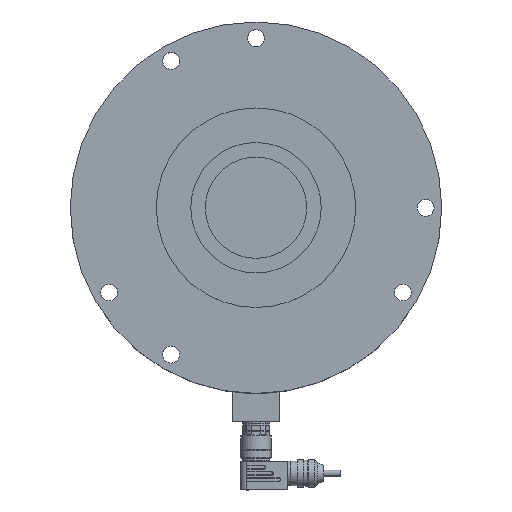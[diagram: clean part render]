
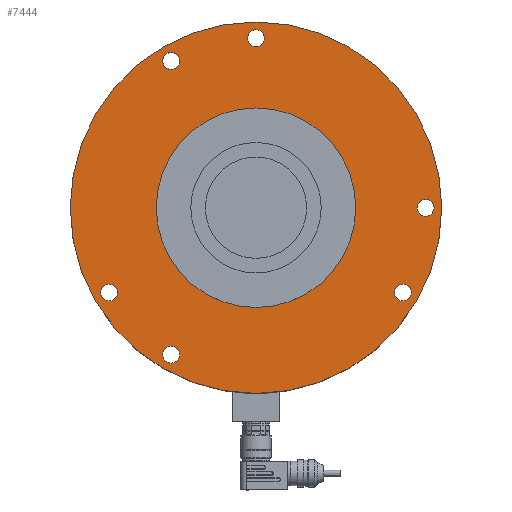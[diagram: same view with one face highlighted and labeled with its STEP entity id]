
A CAD part, top view. The second image highlights one B-rep face of the part: STEP entity #7444.
In plain terms, the highlighted planar face has unit normal (0, 0, 1).
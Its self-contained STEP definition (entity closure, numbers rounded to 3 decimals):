
#60 = CARTESIAN_POINT ( 'NONE',  ( -49.75, -95.696, 36. ) ) ;
#99 = CARTESIAN_POINT ( 'NONE',  ( -55.25, -95.696, 36. ) ) ;
#132 = CARTESIAN_POINT ( 'NONE',  ( -90.196, -55.25, 36. ) ) ;
#263 = EDGE_LOOP ( 'NONE', ( #8238 ) ) ;
#473 = DIRECTION ( 'NONE',  ( 1., 0., 0. ) ) ;
#525 = VERTEX_POINT ( 'NONE', #1157 ) ;
#655 = DIRECTION ( 'NONE',  ( -1., 0., 0. ) ) ;
#690 = EDGE_LOOP ( 'NONE', ( #1203 ) ) ;
#779 = AXIS2_PLACEMENT_3D ( 'NONE', #6534, #6485, #655 ) ;
#915 = EDGE_CURVE ( 'NONE', #6762, #6762, #3715, .T. ) ;
#940 = CARTESIAN_POINT ( 'NONE',  ( 95.696, -55.25, 36. ) ) ;
#988 = ORIENTED_EDGE ( 'NONE', *, *, #6718, .F. ) ;
#996 = CARTESIAN_POINT ( 'NONE',  ( -55.25, 95.696, 36. ) ) ;
#1038 = DIRECTION ( 'NONE',  ( 0., 0., -1. ) ) ;
#1044 = AXIS2_PLACEMENT_3D ( 'NONE', #7189, #1310, #3930 ) ;
#1157 = CARTESIAN_POINT ( 'NONE',  ( -121., 0., 36. ) ) ;
#1203 = ORIENTED_EDGE ( 'NONE', *, *, #4811, .T. ) ;
#1237 = CARTESIAN_POINT ( 'NONE',  ( 0., 0., 36. ) ) ;
#1310 = DIRECTION ( 'NONE',  ( 0., 0., -1. ) ) ;
#1313 = CARTESIAN_POINT ( 'NONE',  ( 0., -65., 36. ) ) ;
#1474 = CIRCLE ( 'NONE', #779, 65. ) ;
#1506 = ORIENTED_EDGE ( 'NONE', *, *, #6968, .T. ) ;
#1864 = VERTEX_POINT ( 'NONE', #2434 ) ;
#1949 = VERTEX_POINT ( 'NONE', #4555 ) ;
#2270 = EDGE_CURVE ( 'NONE', #525, #525, #4563, .T. ) ;
#2434 = CARTESIAN_POINT ( 'NONE',  ( 5.5, 110.5, 36. ) ) ;
#2460 = DIRECTION ( 'NONE',  ( -1., 0., 0. ) ) ;
#2468 = CARTESIAN_POINT ( 'NONE',  ( 101.196, -55.25, 36. ) ) ;
#2572 = EDGE_LOOP ( 'NONE', ( #3049 ) ) ;
#2576 = ORIENTED_EDGE ( 'NONE', *, *, #915, .T. ) ;
#2652 = DIRECTION ( 'NONE',  ( 0., 0., -1. ) ) ;
#2682 = CARTESIAN_POINT ( 'NONE',  ( -49.75, 95.696, 36. ) ) ;
#2955 = AXIS2_PLACEMENT_3D ( 'NONE', #996, #1038, #3023 ) ;
#3023 = DIRECTION ( 'NONE',  ( 1., 0., 0. ) ) ;
#3049 = ORIENTED_EDGE ( 'NONE', *, *, #8274, .T. ) ;
#3063 = VERTEX_POINT ( 'NONE', #7918 ) ;
#3186 = CIRCLE ( 'NONE', #6065, 5.5 ) ;
#3213 = DIRECTION ( 'NONE',  ( 0., 0., -1. ) ) ;
#3229 = AXIS2_PLACEMENT_3D ( 'NONE', #940, #7429, #6361 ) ;
#3294 = FACE_BOUND ( 'NONE', #4750, .T. ) ;
#3715 = CIRCLE ( 'NONE', #5362, 5.5 ) ;
#3844 = FACE_BOUND ( 'NONE', #2572, .T. ) ;
#3930 = DIRECTION ( 'NONE',  ( 1., 0., 0. ) ) ;
#4020 = FACE_BOUND ( 'NONE', #5916, .T. ) ;
#4311 = AXIS2_PLACEMENT_3D ( 'NONE', #6340, #3213, #473 ) ;
#4467 = DIRECTION ( 'NONE',  ( 0., 0., 1. ) ) ;
#4555 = CARTESIAN_POINT ( 'NONE',  ( 116., 0., 36. ) ) ;
#4563 = CIRCLE ( 'NONE', #5254, 121. ) ;
#4568 = FACE_OUTER_BOUND ( 'NONE', #263, .T. ) ;
#4616 = FACE_BOUND ( 'NONE', #6635, .T. ) ;
#4644 = AXIS2_PLACEMENT_3D ( 'NONE', #1313, #2652, #7803 ) ;
#4750 = EDGE_LOOP ( 'NONE', ( #988 ) ) ;
#4811 = EDGE_CURVE ( 'NONE', #6010, #6010, #5823, .T. ) ;
#4834 = DIRECTION ( 'NONE',  ( 0., 0., -1. ) ) ;
#5034 = EDGE_CURVE ( 'NONE', #6054, #6054, #6374, .T. ) ;
#5215 = FACE_BOUND ( 'NONE', #690, .T. ) ;
#5254 = AXIS2_PLACEMENT_3D ( 'NONE', #1237, #4467, #2460 ) ;
#5289 = DIRECTION ( 'NONE',  ( 0., 0., -1. ) ) ;
#5362 = AXIS2_PLACEMENT_3D ( 'NONE', #99, #5289, #7916 ) ;
#5823 = CIRCLE ( 'NONE', #4311, 5.5 ) ;
#5916 = EDGE_LOOP ( 'NONE', ( #1506 ) ) ;
#6010 = VERTEX_POINT ( 'NONE', #132 ) ;
#6020 = VERTEX_POINT ( 'NONE', #2682 ) ;
#6054 = VERTEX_POINT ( 'NONE', #2468 ) ;
#6065 = AXIS2_PLACEMENT_3D ( 'NONE', #6164, #4834, #6730 ) ;
#6164 = CARTESIAN_POINT ( 'NONE',  ( 110.5, 0., 36. ) ) ;
#6287 = EDGE_CURVE ( 'NONE', #1864, #1864, #6523, .T. ) ;
#6340 = CARTESIAN_POINT ( 'NONE',  ( -95.696, -55.25, 36. ) ) ;
#6361 = DIRECTION ( 'NONE',  ( 1., 0., 0. ) ) ;
#6374 = CIRCLE ( 'NONE', #3229, 5.5 ) ;
#6415 = EDGE_LOOP ( 'NONE', ( #7178 ) ) ;
#6485 = DIRECTION ( 'NONE',  ( 0., 0., 1. ) ) ;
#6523 = CIRCLE ( 'NONE', #1044, 5.5 ) ;
#6534 = CARTESIAN_POINT ( 'NONE',  ( 0., 0., 36. ) ) ;
#6589 = PLANE ( 'NONE',  #4644 ) ;
#6635 = EDGE_LOOP ( 'NONE', ( #2576 ) ) ;
#6718 = EDGE_CURVE ( 'NONE', #3063, #3063, #1474, .T. ) ;
#6730 = DIRECTION ( 'NONE',  ( 1., 0., 0. ) ) ;
#6762 = VERTEX_POINT ( 'NONE', #60 ) ;
#6866 = ORIENTED_EDGE ( 'NONE', *, *, #5034, .T. ) ;
#6968 = EDGE_CURVE ( 'NONE', #6020, #6020, #7895, .T. ) ;
#7178 = ORIENTED_EDGE ( 'NONE', *, *, #6287, .T. ) ;
#7189 = CARTESIAN_POINT ( 'NONE',  ( 0., 110.5, 36. ) ) ;
#7380 = EDGE_LOOP ( 'NONE', ( #6866 ) ) ;
#7429 = DIRECTION ( 'NONE',  ( 0., 0., -1. ) ) ;
#7444 = ADVANCED_FACE ( 'NONE', ( #4616, #5215, #3844, #7844, #8434, #4020, #3294, #4568 ), #6589, .F. ) ;
#7803 = DIRECTION ( 'NONE',  ( 1., 0., 0. ) ) ;
#7844 = FACE_BOUND ( 'NONE', #7380, .T. ) ;
#7895 = CIRCLE ( 'NONE', #2955, 5.5 ) ;
#7916 = DIRECTION ( 'NONE',  ( 1., 0., 0. ) ) ;
#7918 = CARTESIAN_POINT ( 'NONE',  ( -65., 0., 36. ) ) ;
#8238 = ORIENTED_EDGE ( 'NONE', *, *, #2270, .T. ) ;
#8274 = EDGE_CURVE ( 'NONE', #1949, #1949, #3186, .T. ) ;
#8434 = FACE_BOUND ( 'NONE', #6415, .T. ) ;
